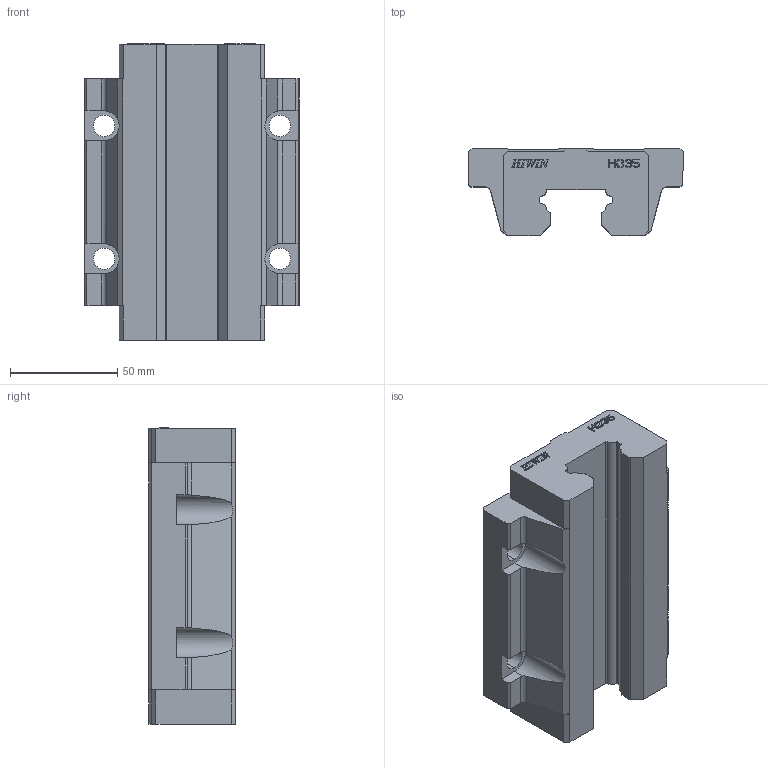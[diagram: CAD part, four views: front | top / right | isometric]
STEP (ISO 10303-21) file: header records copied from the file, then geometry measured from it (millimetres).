
FILE_DESCRIPTION (( 'STEP AP203' ), '1' );
FILE_NAME ('HGW35HC.STEP', '2007-01-11T14:40:29', ( 'HIWIN GmbH' ), ( '77654 Offenburg' ), 'SwSTEP 2.0', 'SolidWorks 2006104', '' );
FILE_SCHEMA (( 'CONFIG_CONTROL_DESIGN' ));
Length unit declared in the file: millimetre
Products named in the file (1): HGW35HC
Bounding box: 100 x 40.5 x 138.5 mm (x, y, z)
Volume: 357244.9 mm3; surface area: 49450.1 mm2
Topology: 1 solids, 1 shells, 409 faces, 1194 edges, 796 vertices
Faces by surface type: plane 323, bspline 60, cylinder 26
Entity records: 14681 total; most frequent: CARTESIAN_POINT 4164, ORIENTED_EDGE 2388, DIRECTION 1802, EDGE_CURVE 1194, VECTOR 1006, LINE 1006, VERTEX_POINT 796, EDGE_LOOP 426
